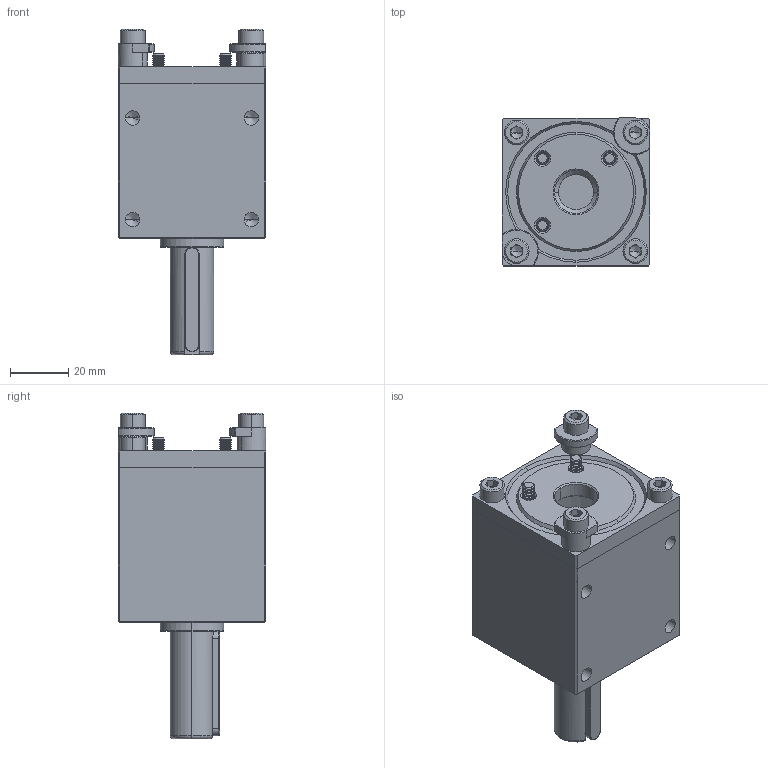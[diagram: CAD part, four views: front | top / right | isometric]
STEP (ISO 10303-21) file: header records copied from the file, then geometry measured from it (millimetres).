
FILE_DESCRIPTION (( 'STEP AP203' ), '1' );
FILE_NAME ('Montagem_RC-DWNS-STEP.STEP', '2016-09-29T20:20:44', ( '' ), ( '' ), 'SwSTEP 2.0', 'SolidWorks 2013', '' );
FILE_SCHEMA (( 'CONFIG_CONTROL_DESIGN' ));
Length unit declared in the file: millimetre
Products named in the file (11): socket head cap screw_am_B18.3.1M - 5 x 0.8 x 12 Hex SHCS -- 12NHX; socket head cap screw_am_B18.3.1M - 5 x 0.8 x 20 Hex SHCS -- 20NHX; RC-DWNS-Colar; parallel_din_Parallel key A5 x 5 x 36 DIN 6885; RC-DWNS-Bloco; Montagem_RC-DWNS-STEP; radial ball bearing_68_am_AFBMA 20.1 - 10-17 - 12,SI,NC,12_68; RC-DWNS-Tampa; RC-DWNS-Eixo; socket head cap screw_am_B18.3.1M - 4 x 0.7 x 6 Hex SHCS -- 6SHX; RC-DWNS-Garra_Fixa-motor
Assembly tree (16 placements, depth 2):
  Montagem_RC-DWNS-STEP
    RC-DWNS-Bloco
    radial ball bearing_68_am_AFBMA 20.1 - 10-17 - 12,SI,NC,12_68  x2
    RC-DWNS-Eixo
    RC-DWNS-Tampa
    socket head cap screw_am_B18.3.1M - 4 x 0.7 x 6 Hex SHCS -- 6SHX  x3
    RC-DWNS-Garra_Fixa-motor  x2
    socket head cap screw_am_B18.3.1M - 5 x 0.8 x 12 Hex SHCS -- 12NHX  x2
    socket head cap screw_am_B18.3.1M - 5 x 0.8 x 20 Hex SHCS -- 20NHX  x2
    RC-DWNS-Colar
    parallel_din_Parallel key A5 x 5 x 36 DIN 6885
Bounding box: 50.8 x 50.8 x 112 mm (x, y, z)
Volume: 102724.6 mm3; surface area: 50171 mm2
Topology: 15 solids, 17 shells, 672 faces, 1551 edges, 918 vertices
Faces by surface type: cone 242, cylinder 196, plane 185, torus 49
Entity records: 13229 total; most frequent: DIRECTION 2297, CARTESIAN_POINT 2055, ORIENTED_EDGE 1874, EDGE_CURVE 939, AXIS2_PLACEMENT_3D 924, VERTEX_POINT 570, EDGE_LOOP 496, CIRCLE 478
